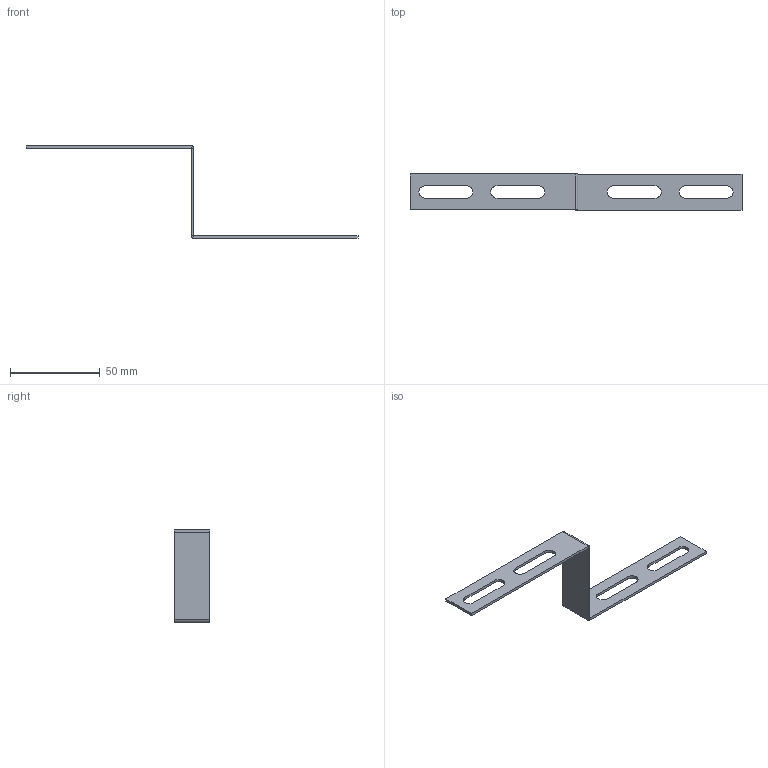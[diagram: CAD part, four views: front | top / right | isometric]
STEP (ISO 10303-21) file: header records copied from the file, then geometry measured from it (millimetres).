
FILE_DESCRIPTION (( 'STEP AP203' ), '1' );
FILE_NAME ('CLP1H-035-050 Ïåðåõîäíèê Í35õ50.STEP', '2016-03-04T11:12:42', ( '' ), ( '' ), 'SwSTEP 2.0', 'SolidWorks 2014', '' );
FILE_SCHEMA (( 'CONFIG_CONTROL_DESIGN' ));
Length unit declared in the file: millimetre
Products named in the file (1): CLP1H-035-050 Ïåðåõîäíèê Í35õ50
Bounding box: 185 x 20 x 51.5 mm (x, y, z)
Volume: 5833.5 mm3; surface area: 8949 mm2
Topology: 1 solids, 1 shells, 38 faces, 92 edges, 56 vertices
Faces by surface type: plane 26, cylinder 12
Entity records: 1185 total; most frequent: DIRECTION 194, CARTESIAN_POINT 187, ORIENTED_EDGE 184, EDGE_CURVE 92, VECTOR 68, LINE 68, AXIS2_PLACEMENT_3D 63, VERTEX_POINT 56
